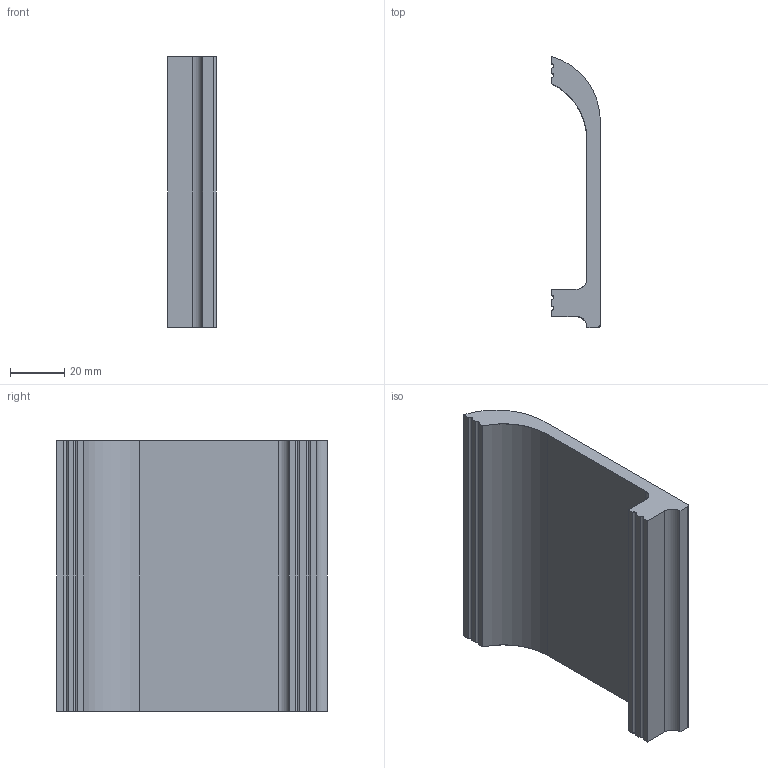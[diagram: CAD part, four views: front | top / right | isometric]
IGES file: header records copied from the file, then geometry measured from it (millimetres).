
Start section: SolidWorks IGES file using analytic representation for surfaces
Global section: file name: gpd10.IGS; native system: SolidWorks 2024; preprocessor: SolidWorks 2024; author: intel; date: 250206.124308; units: millimetre
Bounding box: 18 x 100 x 100 mm (x, y, z)
Surface area: 25858.5 mm2 (no closed solid volume)
Topology: 0 solids, 0 shells, 27 faces, 268 edges, 268 vertices
Faces by surface type: revolution 14, bspline 13
